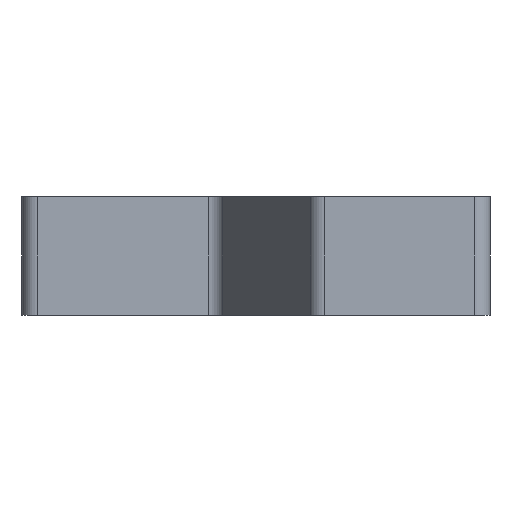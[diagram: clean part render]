
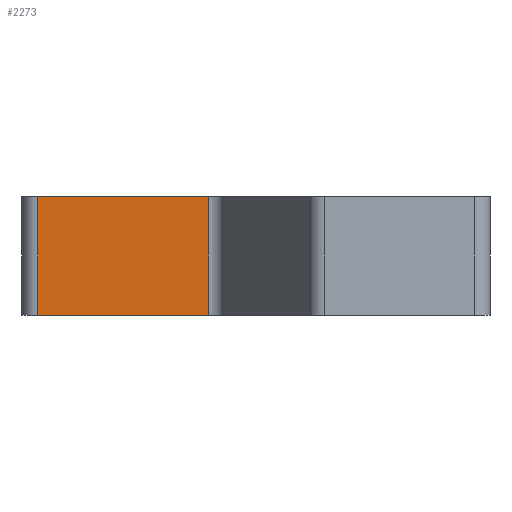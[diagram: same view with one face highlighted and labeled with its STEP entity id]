
A CAD part, front view. The second image highlights one B-rep face of the part: STEP entity #2273.
In plain terms, the highlighted planar face has unit normal (0, -1, 0).
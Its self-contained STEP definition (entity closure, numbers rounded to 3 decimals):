
#2273=ADVANCED_FACE('',(#3687),#14068,.T.);
#3687=FACE_OUTER_BOUND('',#5205,.F.);
#5205=EDGE_LOOP('',(#7271,#7272,#7273,#7274));
#7271=ORIENTED_EDGE('',*,*,#24449,.F.);
#7272=ORIENTED_EDGE('',*,*,#24497,.F.);
#7273=ORIENTED_EDGE('',*,*,#24473,.T.);
#7274=ORIENTED_EDGE('',*,*,#24496,.T.);
#14068=PLANE('',#35556);
#24449=EDGE_CURVE('',#33122,#33123,#27818,.T.);
#24473=EDGE_CURVE('',#33098,#33099,#27830,.T.);
#24496=EDGE_CURVE('',#33099,#33123,#27850,.T.);
#24497=EDGE_CURVE('',#33098,#33122,#27851,.T.);
#27818=LINE('',#48190,#29786);
#27830=LINE('',#48214,#29798);
#27850=LINE('',#48237,#29818);
#27851=LINE('',#48238,#29819);
#29786=VECTOR('',#37936,43.188);
#29798=VECTOR('',#37972,43.188);
#29818=VECTOR('',#37998,30.);
#29819=VECTOR('',#37999,30.);
#33098=VERTEX_POINT('',#46876);
#33099=VERTEX_POINT('',#46877);
#33122=VERTEX_POINT('',#46900);
#33123=VERTEX_POINT('',#46901);
#35556=AXIS2_PLACEMENT_3D('',#51299,#42436,#42437);
#37936=DIRECTION('',(1.,0.,0.));
#37972=DIRECTION('',(1.,0.,0.));
#37998=DIRECTION('',(0.,0.,-1.));
#37999=DIRECTION('',(0.,0.,-1.));
#42436=DIRECTION('',(0.,-1.,0.));
#42437=DIRECTION('',(1.,0.,0.));
#46876=CARTESIAN_POINT('',(-2.4,-41.5,2.));
#46877=CARTESIAN_POINT('',(40.788,-41.5,2.));
#46900=CARTESIAN_POINT('',(-2.4,-41.5,-28.));
#46901=CARTESIAN_POINT('',(40.788,-41.5,-28.));
#48190=CARTESIAN_POINT('',(-2.4,-41.5,-28.));
#48214=CARTESIAN_POINT('',(-2.4,-41.5,2.));
#48237=CARTESIAN_POINT('',(40.788,-41.5,2.));
#48238=CARTESIAN_POINT('',(-2.4,-41.5,2.));
#51299=CARTESIAN_POINT('',(-2.832,-41.5,-28.432));
